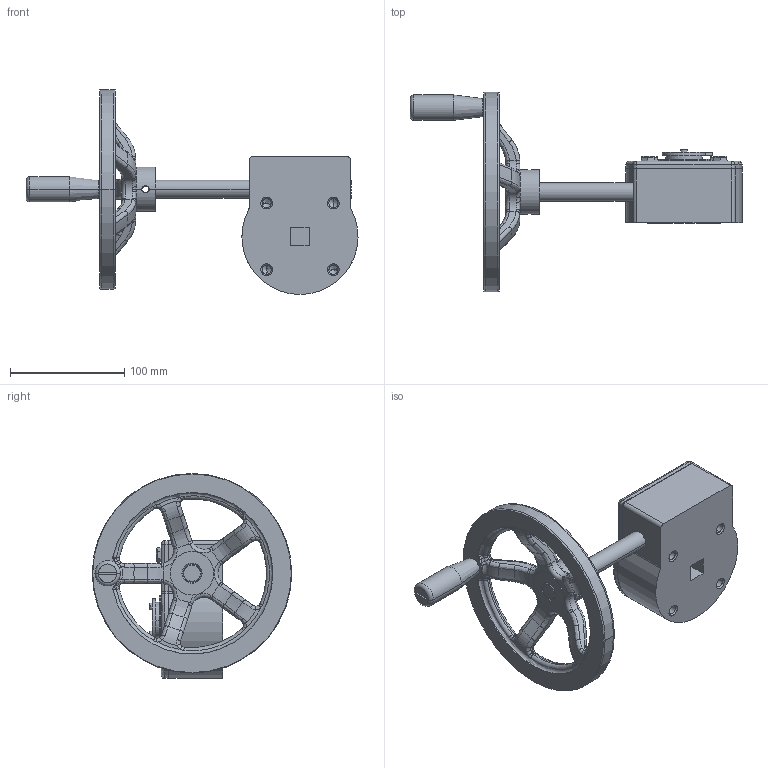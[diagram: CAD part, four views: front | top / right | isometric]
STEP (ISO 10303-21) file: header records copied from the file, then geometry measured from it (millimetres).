
FILE_DESCRIPTION((''),'2;1');
FILE_NAME('79400043_ASM','2012-02-20T',('sobri'),(''),'PRO/ENGINEER BY PARAMETRIC TECHNOLOGY CORPORATION, 2011180','PRO/ENGINEER BY PARAMETRIC TECHNOLOGY CORPORATION, 2011180','');
FILE_SCHEMA(('CONFIG_CONTROL_DESIGN'));
Length unit declared in the file: inch
Products named in the file (6): 120314; B20097; A19627; A19704; 744076; 79400043_ASM
Assembly tree (5 placements, depth 2):
  79400043_ASM
    120314
    B20097
    A19627
    A19704
    744076
Bounding box: 290.52 x 174.62 x 179.39 mm (x, y, z)
Volume: 817094.4 mm3; surface area: 115737.2 mm2
Topology: 5 solids, 5 shells, 761 faces, 1942 edges, 1202 vertices
Faces by surface type: plane 387, bspline 143, cylinder 105, torus 78, cone 44, sphere 4
Entity records: 27021 total; most frequent: CARTESIAN_POINT 9243, ORIENTED_EDGE 3868, DIRECTION 3452, EDGE_CURVE 1934, VERTEX_POINT 1202, AXIS2_PLACEMENT_3D 1188, VECTOR 1076, LINE 1076
